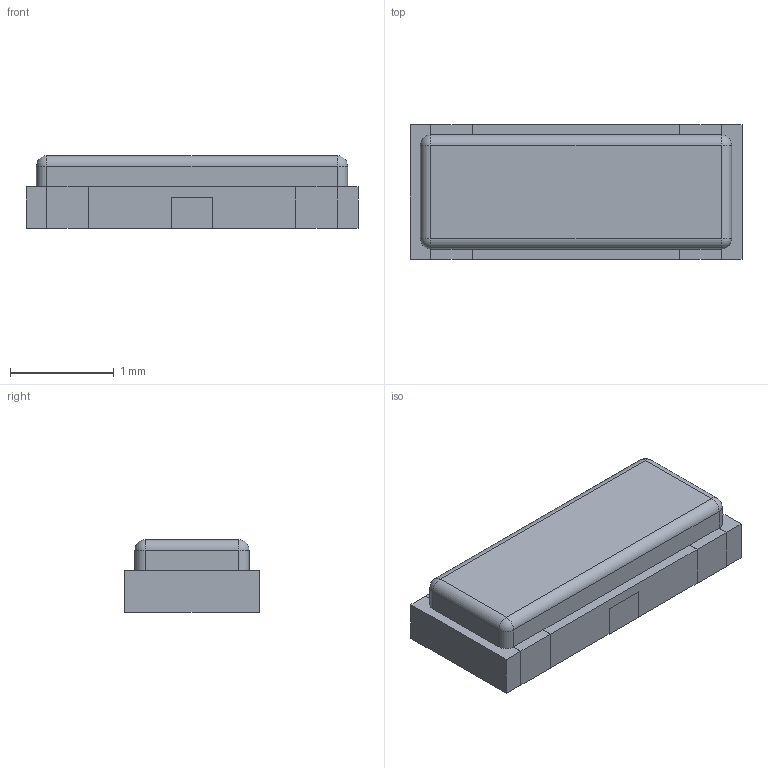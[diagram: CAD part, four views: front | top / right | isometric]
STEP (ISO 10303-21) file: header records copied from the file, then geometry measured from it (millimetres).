
FILE_DESCRIPTION(/* description */ ('STEP AP214'),/* implementation_level */ '2;1');
FILE_NAME(/* name */ 'resonator_CSTCE.stp',/* time_stamp */ '2015-10-10T16:21:48+02:00',/* author */ ('Korken'),/* organization */ ('SolidWorks'),/* preprocessor_version */ 'ST-DEVELOPER v16.1',/* originating_system */ 'Autodesk Inventor 2016',/* authorisation */ '');
FILE_SCHEMA (('AUTOMOTIVE_DESIGN { 1 0 10303 214 3 1 1 }'));
Length unit declared in the file: millimetre
Products named in the file (1): CSTCE
Bounding box: 3.2 x 1.3 x 0.7 mm (x, y, z)
Volume: 2.6 mm3; surface area: 18.8 mm2
Topology: 1 solids, 1 shells, 55 faces, 135 edges, 78 vertices
Faces by surface type: plane 43, cylinder 8, sphere 4
Entity records: 1645 total; most frequent: CARTESIAN_POINT 265, ORIENTED_EDGE 262, DIRECTION 259, EDGE_CURVE 131, LINE 115, VECTOR 115, VERTEX_POINT 78, AXIS2_PLACEMENT_3D 72
